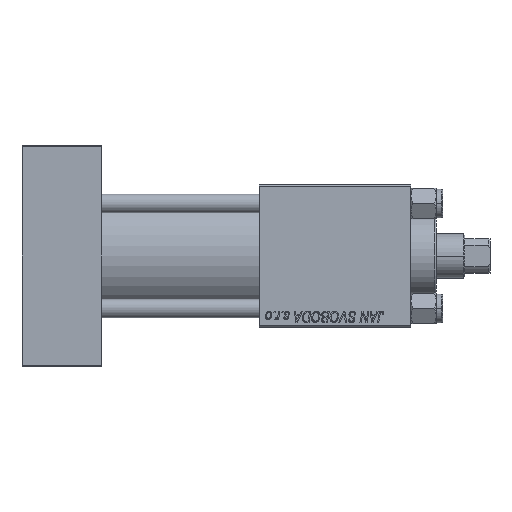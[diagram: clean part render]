
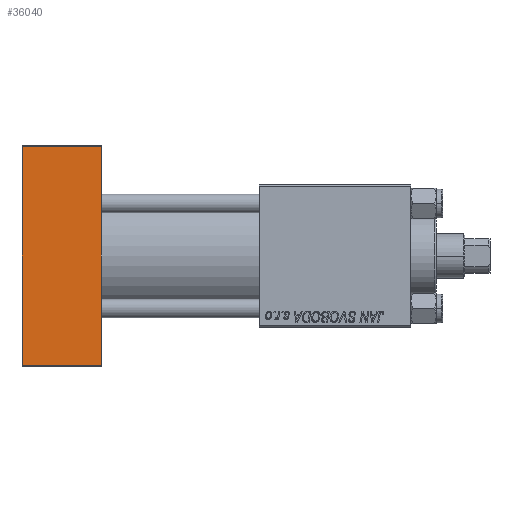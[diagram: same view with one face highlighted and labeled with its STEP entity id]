
A CAD part, front view. The second image highlights one B-rep face of the part: STEP entity #36040.
In plain terms, the highlighted planar face has unit normal (0, -1, 0).
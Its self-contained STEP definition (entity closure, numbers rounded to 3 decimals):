
#183 = DIRECTION ( 'NONE',  ( 0., 1., 0. ) ) ;
#433 = LINE ( 'NONE', #15344, #34667 ) ;
#1034 = ORIENTED_EDGE ( 'NONE', *, *, #45675, .T. ) ;
#2966 = PLANE ( 'NONE',  #30097 ) ;
#3971 = DIRECTION ( 'NONE',  ( 0., 0., 1. ) ) ;
#6842 = CARTESIAN_POINT ( 'NONE',  ( 25., -22.5, 35. ) ) ;
#8236 = EDGE_LOOP ( 'NONE', ( #1034, #38302, #49109, #30798 ) ) ;
#11044 = FACE_OUTER_BOUND ( 'NONE', #8236, .T. ) ;
#11318 = DIRECTION ( 'NONE',  ( 0., 0., -1. ) ) ;
#13789 = VECTOR ( 'NONE', #21376, 1000. ) ;
#13802 = VERTEX_POINT ( 'NONE', #20953 ) ;
#14315 = VECTOR ( 'NONE', #11318, 1000. ) ;
#15344 = CARTESIAN_POINT ( 'NONE',  ( 25., -22.5, -34.5 ) ) ;
#15590 = DIRECTION ( 'NONE',  ( 1., 0., 0. ) ) ;
#16666 = EDGE_CURVE ( 'NONE', #33647, #13802, #433, .T. ) ;
#17603 = CARTESIAN_POINT ( 'NONE',  ( 25., -22.5, 34.5 ) ) ;
#20953 = CARTESIAN_POINT ( 'NONE',  ( 25., -22.5, -34.5 ) ) ;
#21376 = DIRECTION ( 'NONE',  ( -1., 0., 0. ) ) ;
#21829 = EDGE_CURVE ( 'NONE', #46905, #13802, #37171, .T. ) ;
#25526 = EDGE_CURVE ( 'NONE', #46905, #40208, #37541, .T. ) ;
#26243 = CARTESIAN_POINT ( 'NONE',  ( 0., -22.5, 34.5 ) ) ;
#26745 = CARTESIAN_POINT ( 'NONE',  ( 25., -22.5, 34.5 ) ) ;
#29833 = DIRECTION ( 'NONE',  ( 0., 0., -1. ) ) ;
#30097 = AXIS2_PLACEMENT_3D ( 'NONE', #34274, #183, #3971 ) ;
#30494 = LINE ( 'NONE', #45919, #14315 ) ;
#30798 = ORIENTED_EDGE ( 'NONE', *, *, #25526, .T. ) ;
#33647 = VERTEX_POINT ( 'NONE', #46345 ) ;
#34274 = CARTESIAN_POINT ( 'NONE',  ( 25., -22.5, 35. ) ) ;
#34667 = VECTOR ( 'NONE', #15590, 1000. ) ;
#36040 = ADVANCED_FACE ( 'NONE', ( #11044 ), #2966, .F. ) ;
#37171 = LINE ( 'NONE', #6842, #39639 ) ;
#37541 = LINE ( 'NONE', #17603, #13789 ) ;
#38302 = ORIENTED_EDGE ( 'NONE', *, *, #16666, .T. ) ;
#39639 = VECTOR ( 'NONE', #29833, 1000. ) ;
#40208 = VERTEX_POINT ( 'NONE', #26243 ) ;
#45675 = EDGE_CURVE ( 'NONE', #40208, #33647, #30494, .T. ) ;
#45919 = CARTESIAN_POINT ( 'NONE',  ( 0., -22.5, 35. ) ) ;
#46345 = CARTESIAN_POINT ( 'NONE',  ( 0., -22.5, -34.5 ) ) ;
#46905 = VERTEX_POINT ( 'NONE', #26745 ) ;
#49109 = ORIENTED_EDGE ( 'NONE', *, *, #21829, .F. ) ;
